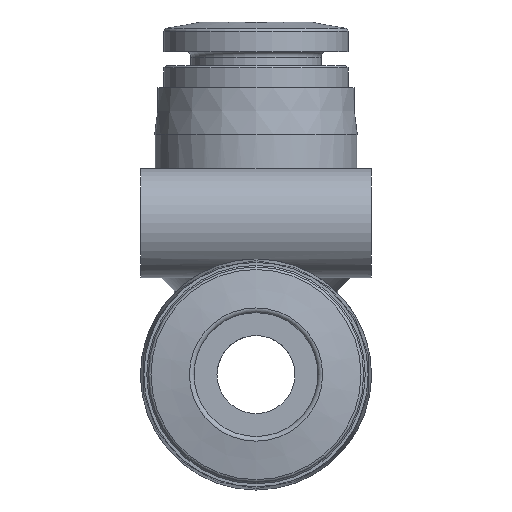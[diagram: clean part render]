
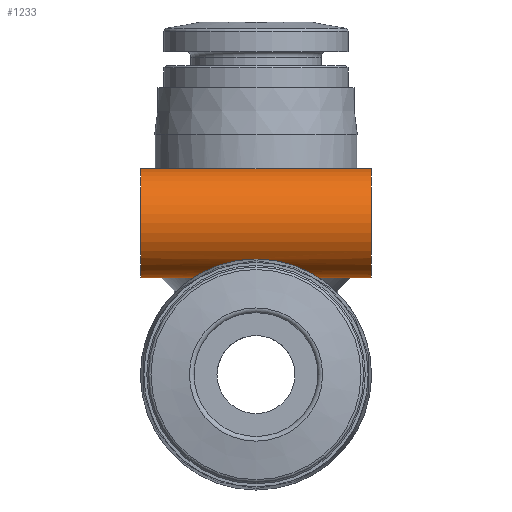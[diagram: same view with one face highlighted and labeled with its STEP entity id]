
A CAD part, left-side view. The second image highlights one B-rep face of the part: STEP entity #1233.
In plain terms, the highlighted cylindrical face has radius 3.5 mm (diameter 7 mm), a full revolution.
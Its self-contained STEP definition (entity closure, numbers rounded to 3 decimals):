
#61=B_SPLINE_CURVE_WITH_KNOTS('',3,(#1623,#1624,#1625,#1626,#1627,#1628,
#1629,#1630,#1631,#1632,#1633,#1634,#1635,#1636,#1637,#1638,#1639,#1640),
 .UNSPECIFIED.,.F.,.F.,(4,1,1,1,1,1,1,1,1,1,1,1,1,1,1,4),(0.002,
0.003,0.004,0.005,0.006,
0.007,0.008,0.011,0.012,
0.013,0.014,0.015,0.016,
0.018,0.019,0.02),.UNSPECIFIED.);
#71=B_SPLINE_CURVE_WITH_KNOTS('',3,(#1707,#1708,#1709,#1710,#1711,#1712,
#1713,#1714,#1715,#1716,#1717,#1718,#1719,#1720,#1721,#1722,#1723,#1724),
 .UNSPECIFIED.,.F.,.F.,(4,1,1,1,1,1,1,1,1,1,1,1,1,1,1,4),(0.013,
0.014,0.015,0.016,0.017,
0.019,0.02,0.021,0.022,
0.024,0.026,0.027,0.028,
0.029,0.03,0.031),.UNSPECIFIED.);
#243=ORIENTED_EDGE('',*,*,#334,.F.);
#244=ORIENTED_EDGE('',*,*,#335,.T.);
#245=ORIENTED_EDGE('',*,*,#267,.T.);
#246=ORIENTED_EDGE('',*,*,#254,.T.);
#254=EDGE_CURVE('',#339,#340,#61,.T.);
#267=EDGE_CURVE('',#340,#339,#71,.T.);
#334=EDGE_CURVE('',#409,#409,#470,.T.);
#335=EDGE_CURVE('',#410,#410,#471,.T.);
#339=VERTEX_POINT('',#1641);
#340=VERTEX_POINT('',#1642);
#409=VERTEX_POINT('',#1969);
#410=VERTEX_POINT('',#1971);
#470=CIRCLE('',#1360,3.5);
#471=CIRCLE('',#1361,3.5);
#585=EDGE_LOOP('',(#243));
#586=EDGE_LOOP('',(#244));
#587=EDGE_LOOP('',(#245,#246));
#705=FACE_BOUND('',#585,.T.);
#706=FACE_BOUND('',#586,.T.);
#707=FACE_BOUND('',#587,.T.);
#736=CYLINDRICAL_SURFACE('',#1359,3.5);
#1233=ADVANCED_FACE('',(#705,#706,#707),#736,.T.);
#1359=AXIS2_PLACEMENT_3D('',#1967,#1603,#1604);
#1360=AXIS2_PLACEMENT_3D('',#1968,#1605,#1606);
#1361=AXIS2_PLACEMENT_3D('',#1970,#1607,#1608);
#1603=DIRECTION('',(0.,1.,0.));
#1604=DIRECTION('',(0.,0.,1.));
#1605=DIRECTION('',(0.,1.,0.));
#1606=DIRECTION('',(0.,0.,1.));
#1607=DIRECTION('',(0.,1.,0.));
#1608=DIRECTION('',(0.,0.,1.));
#1623=CARTESIAN_POINT('',(-6.287,-1.651,7.213));
#1624=CARTESIAN_POINT('',(-6.192,-2.011,7.307));
#1625=CARTESIAN_POINT('',(-5.946,-2.692,7.568));
#1626=CARTESIAN_POINT('',(-5.493,-3.502,8.295));
#1627=CARTESIAN_POINT('',(-5.198,-3.902,9.376));
#1628=CARTESIAN_POINT('',(-5.297,-3.776,10.566));
#1629=CARTESIAN_POINT('',(-5.704,-3.16,11.495));
#1630=CARTESIAN_POINT('',(-6.284,-1.918,12.232));
#1631=CARTESIAN_POINT('',(-6.57,-0.383,12.434));
#1632=CARTESIAN_POINT('',(-6.431,1.149,12.326));
#1633=CARTESIAN_POINT('',(-6.142,2.22,12.053));
#1634=CARTESIAN_POINT('',(-5.707,3.158,11.498));
#1635=CARTESIAN_POINT('',(-5.298,3.774,10.57));
#1636=CARTESIAN_POINT('',(-5.196,3.903,9.386));
#1637=CARTESIAN_POINT('',(-5.492,3.502,8.294));
#1638=CARTESIAN_POINT('',(-5.945,2.695,7.57));
#1639=CARTESIAN_POINT('',(-6.193,2.009,7.307));
#1640=CARTESIAN_POINT('',(-6.287,1.651,7.213));
#1641=CARTESIAN_POINT('',(-6.287,-1.651,7.213));
#1642=CARTESIAN_POINT('',(-6.287,1.651,7.213));
#1707=CARTESIAN_POINT('',(-6.287,1.651,7.213));
#1708=CARTESIAN_POINT('',(-6.372,2.021,7.129));
#1709=CARTESIAN_POINT('',(-6.616,2.743,6.902));
#1710=CARTESIAN_POINT('',(-7.299,3.632,6.465));
#1711=CARTESIAN_POINT('',(-8.391,4.12,6.147));
#1712=CARTESIAN_POINT('',(-9.622,3.978,6.246));
#1713=CARTESIAN_POINT('',(-10.542,3.283,6.656));
#1714=CARTESIAN_POINT('',(-11.072,2.294,7.066));
#1715=CARTESIAN_POINT('',(-11.337,1.167,7.338));
#1716=CARTESIAN_POINT('',(-11.438,-0.396,7.464));
#1717=CARTESIAN_POINT('',(-11.245,-1.97,7.201));
#1718=CARTESIAN_POINT('',(-10.538,-3.288,6.653));
#1719=CARTESIAN_POINT('',(-9.618,-3.979,6.245));
#1720=CARTESIAN_POINT('',(-8.391,-4.12,6.147));
#1721=CARTESIAN_POINT('',(-7.299,-3.632,6.465));
#1722=CARTESIAN_POINT('',(-6.617,-2.744,6.901));
#1723=CARTESIAN_POINT('',(-6.373,-2.022,7.128));
#1724=CARTESIAN_POINT('',(-6.287,-1.651,7.213));
#1967=CARTESIAN_POINT('',(-8.75,7.4,9.7));
#1968=CARTESIAN_POINT('',(-8.75,7.4,9.7));
#1969=CARTESIAN_POINT('',(-8.75,7.4,13.2));
#1970=CARTESIAN_POINT('',(-8.75,-7.4,9.7));
#1971=CARTESIAN_POINT('',(-8.75,-7.4,13.2));
